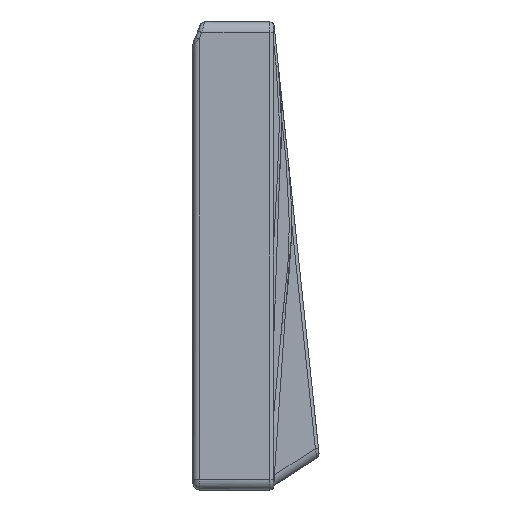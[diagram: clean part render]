
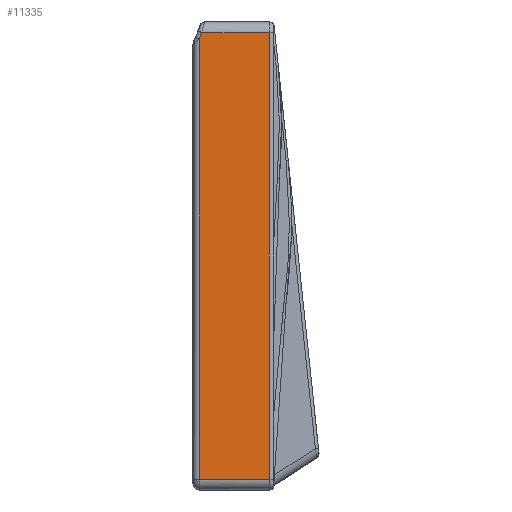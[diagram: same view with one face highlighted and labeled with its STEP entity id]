
A CAD part, left-side view. The second image highlights one B-rep face of the part: STEP entity #11335.
In plain terms, the highlighted planar face has unit normal (-1, 0, 0).
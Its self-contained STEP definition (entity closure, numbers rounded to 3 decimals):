
#79=PLANE('',#12005);
#705=FACE_OUTER_BOUND('',#1363,.T.);
#1363=EDGE_LOOP('',(#8337,#8338,#8339,#8340,#8341));
#2968=LINE('',#26413,#3776);
#2969=LINE('',#26416,#3777);
#2971=LINE('',#26431,#3779);
#2972=LINE('',#26433,#3780);
#2973=LINE('',#26434,#3781);
#3776=VECTOR('',#13381,1.);
#3777=VECTOR('',#13384,1000.);
#3779=VECTOR('',#13388,1.5);
#3780=VECTOR('',#13389,1000.);
#3781=VECTOR('',#13390,10.);
#4868=VERTEX_POINT('',#26285);
#4882=VERTEX_POINT('',#26409);
#4883=VERTEX_POINT('',#26415);
#4885=VERTEX_POINT('',#26430);
#4886=VERTEX_POINT('',#26432);
#6218=EDGE_CURVE('',#4882,#4868,#2968,.T.);
#6219=EDGE_CURVE('',#4883,#4868,#2969,.T.);
#6222=EDGE_CURVE('',#4882,#4885,#2971,.T.);
#6223=EDGE_CURVE('',#4885,#4886,#2972,.T.);
#6224=EDGE_CURVE('',#4886,#4883,#2973,.T.);
#8337=ORIENTED_EDGE('',*,*,#6218,.F.);
#8338=ORIENTED_EDGE('',*,*,#6222,.T.);
#8339=ORIENTED_EDGE('',*,*,#6223,.T.);
#8340=ORIENTED_EDGE('',*,*,#6224,.T.);
#8341=ORIENTED_EDGE('',*,*,#6219,.T.);
#11335=ADVANCED_FACE('',(#705),#79,.F.);
#12005=AXIS2_PLACEMENT_3D('',#26429,#13386,#13387);
#13381=DIRECTION('',(0.,-0.371,0.928));
#13384=DIRECTION('',(0.,1.,0.));
#13386=DIRECTION('center_axis',(1.,0.,0.));
#13387=DIRECTION('ref_axis',(0.,0.,-1.));
#13388=DIRECTION('',(0.,0.,-1.));
#13389=DIRECTION('',(0.,-1.,0.));
#13390=DIRECTION('',(0.,0.,1.));
#26285=CARTESIAN_POINT('',(-147.85,16.923,52.6));
#26409=CARTESIAN_POINT('',(-147.85,17.5,51.157));
#26413=CARTESIAN_POINT('',(-147.85,54.347,-40.961));
#26415=CARTESIAN_POINT('',(-147.85,1.,52.6));
#26416=CARTESIAN_POINT('',(-147.85,19.,52.6));
#26429=CARTESIAN_POINT('Origin',(-147.85,19.,-55.1));
#26430=CARTESIAN_POINT('',(-147.85,17.5,-52.6));
#26431=CARTESIAN_POINT('',(-147.85,17.5,-27.55));
#26432=CARTESIAN_POINT('',(-147.85,1.,-52.6));
#26433=CARTESIAN_POINT('',(-147.85,19.,-52.6));
#26434=CARTESIAN_POINT('',(-147.85,1.,-52.6));
